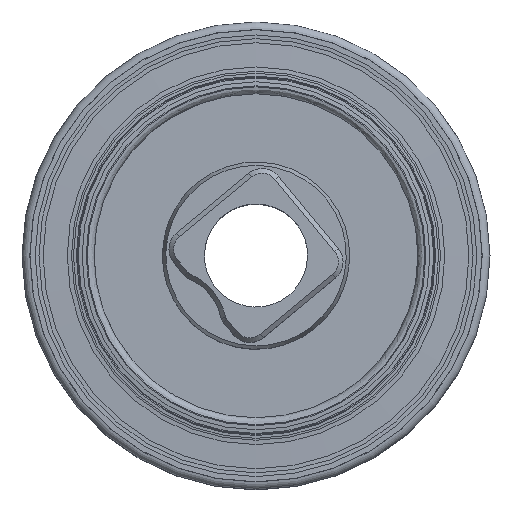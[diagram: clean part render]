
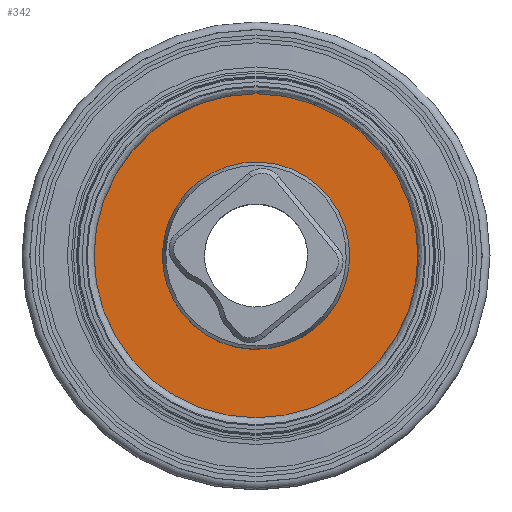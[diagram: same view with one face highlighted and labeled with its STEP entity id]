
A CAD part, top view. The second image highlights one B-rep face of the part: STEP entity #342.
In plain terms, the highlighted planar face has unit normal (0, 0, 1).
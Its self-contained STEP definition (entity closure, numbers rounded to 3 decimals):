
#228=PLANE('',#1792);
#342=ADVANCED_FACE('',(#689,#690),#228,.F.);
#689=FACE_BOUND('',#851,.T.);
#690=FACE_BOUND('',#852,.T.);
#851=EDGE_LOOP('',(#1037));
#852=EDGE_LOOP('',(#1038));
#1037=ORIENTED_EDGE('',*,*,#1371,.F.);
#1038=ORIENTED_EDGE('',*,*,#1372,.T.);
#1255=VERTEX_POINT('',#2954);
#1256=VERTEX_POINT('',#2956);
#1371=EDGE_CURVE('',#1255,#1255,#1511,.T.);
#1372=EDGE_CURVE('',#1256,#1256,#1512,.T.);
#1511=CIRCLE('',#1790,9.993);
#1512=CIRCLE('',#1791,23.5);
#1790=AXIS2_PLACEMENT_3D('',#2953,#2099,#2100);
#1791=AXIS2_PLACEMENT_3D('',#2955,#2101,#2102);
#1792=AXIS2_PLACEMENT_3D('',#2957,#2103,#2104);
#2099=DIRECTION('',(0.,0.,1.));
#2100=DIRECTION('',(0.616,-0.788,0.));
#2101=DIRECTION('',(0.,0.,1.));
#2102=DIRECTION('',(0.616,-0.788,0.));
#2103=DIRECTION('',(0.,0.,-1.));
#2104=DIRECTION('',(0.616,-0.788,0.));
#2953=CARTESIAN_POINT('',(0.,0.,0.));
#2954=CARTESIAN_POINT('',(6.152,-7.875,0.));
#2955=CARTESIAN_POINT('',(0.,0.,0.));
#2956=CARTESIAN_POINT('',(14.468,-18.518,0.));
#2957=CARTESIAN_POINT('',(-14.776,18.912,0.));
